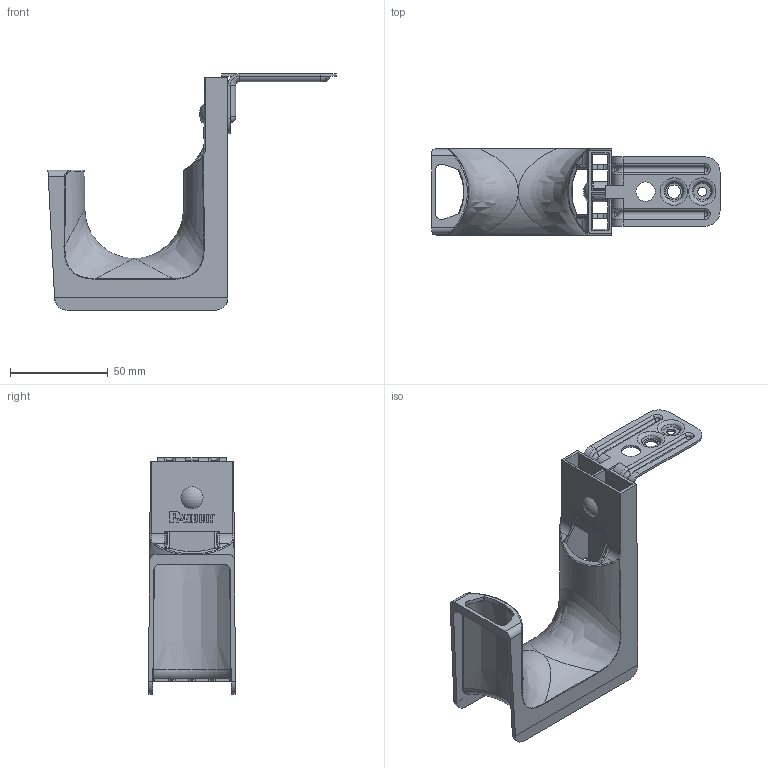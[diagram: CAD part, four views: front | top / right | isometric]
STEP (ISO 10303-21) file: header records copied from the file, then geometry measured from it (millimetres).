
FILE_DESCRIPTION(/* description */ (''),/* implementation_level */ '2;1');
FILE_NAME(/* name */ '12I031AC_01.stp',/* time_stamp */ '2016-04-01T09:26:44-04:00',/* author */ (''),/* organization */ (''),/* preprocessor_version */ 'ST-DEVELOPER v15',/* originating_system */ 'SIEMENS PLM Software NX 8.5',/* authorisation */ '');
FILE_SCHEMA (('AP203_CONFIGURATION_CONTROLLED_3D_DESIGN_OF_MECHANICAL_PARTS_AND_ASSEMBLIES_MIM_LF { 1 0 10303 403 2 1 2}'));
Length unit declared in the file: inch
Products named in the file (1): dfa3740FD95yimb
Bounding box: 147.32 x 44.45 x 120.73 mm (x, y, z)
Volume: 55104.7 mm3; surface area: 56056 mm2
Topology: 3 solids, 3 shells, 597 faces, 1522 edges, 918 vertices
Faces by surface type: bspline 185, cylinder 175, plane 171, torus 37, cone 16, sphere 13
Full cylindrical faces by diameter (mm): 4.445 x1, 4.572 x1, 6.35 x1, 6.731 x2, 7.137 x1, 9.906 x1, 12.243 x2
Entity records: 22624 total; most frequent: CARTESIAN_POINT 9244, ORIENTED_EDGE 2956, DIRECTION 2574, EDGE_CURVE 1478, AXIS2_PLACEMENT_3D 992, VERTEX_POINT 911, EDGE_LOOP 644, ADVANCED_FACE 597
